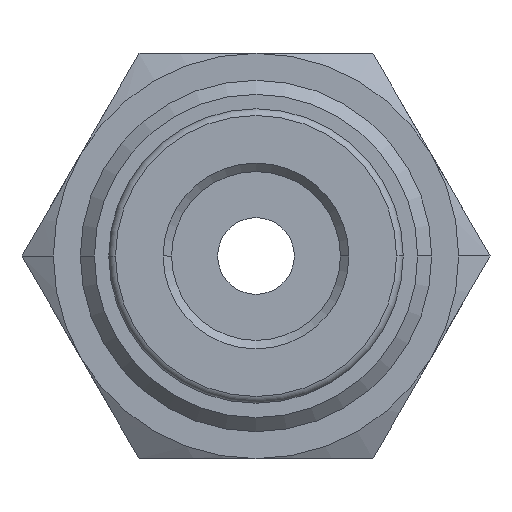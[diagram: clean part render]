
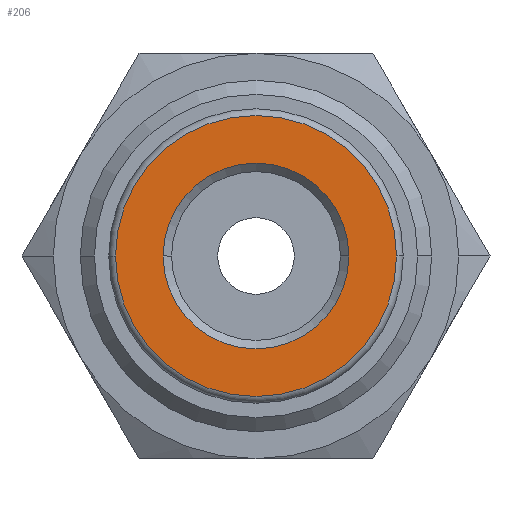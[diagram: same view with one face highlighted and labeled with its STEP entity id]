
A CAD part, front view. The second image highlights one B-rep face of the part: STEP entity #206.
In plain terms, the highlighted planar face has unit normal (0, -1, 0).
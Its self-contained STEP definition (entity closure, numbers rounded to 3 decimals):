
#206=ADVANCED_FACE('',(#423,#424),#425,.T.);
#423=FACE_BOUND('',#654,.T.);
#424=FACE_OUTER_BOUND('',#655,.T.);
#425=PLANE('',#656);
#654=EDGE_LOOP('',(#1164,#1165));
#655=EDGE_LOOP('',(#1166,#1167));
#656=AXIS2_PLACEMENT_3D('',#1168,#1169,#1170);
#1164=ORIENTED_EDGE('',*,*,#1550,.T.);
#1165=ORIENTED_EDGE('',*,*,#1551,.T.);
#1166=ORIENTED_EDGE('',*,*,#1531,.T.);
#1167=ORIENTED_EDGE('',*,*,#1516,.T.);
#1168=CARTESIAN_POINT('',(0.0,0.0,0.0));
#1169=DIRECTION('',(0.0,-1.0,0.0));
#1170=DIRECTION('',(-1.0,0.0,0.0));
#1516=EDGE_CURVE('',#1868,#1866,#1869,.T.);
#1531=EDGE_CURVE('',#1866,#1868,#1884,.T.);
#1550=EDGE_CURVE('',#1905,#1906,#1907,.T.);
#1551=EDGE_CURVE('',#1906,#1905,#1908,.T.);
#1866=VERTEX_POINT('',#2657);
#1868=VERTEX_POINT('',#2660);
#1869=CIRCLE('',#2661,4.16);
#1884=CIRCLE('',#2677,4.16);
#1905=VERTEX_POINT('',#2711);
#1906=VERTEX_POINT('',#2712);
#1907=CIRCLE('',#2713,2.75);
#1908=CIRCLE('',#2714,2.75);
#2657=CARTESIAN_POINT('',(4.16,0.0,0.0));
#2660=CARTESIAN_POINT('',(-4.16,0.0,0.));
#2661=AXIS2_PLACEMENT_3D('',#3024,#3025,#3026);
#2677=AXIS2_PLACEMENT_3D('',#3046,#3047,#3048);
#2711=CARTESIAN_POINT('',(-2.75,0.0,0.));
#2712=CARTESIAN_POINT('',(2.75,0.0,0.));
#2713=AXIS2_PLACEMENT_3D('',#3069,#3070,#3071);
#2714=AXIS2_PLACEMENT_3D('',#3072,#3073,#3074);
#3024=CARTESIAN_POINT('',(0.0,0.0,0.0));
#3025=DIRECTION('',(0.0,-1.0,0.0));
#3026=DIRECTION('',(1.0,0.0,0.0));
#3046=CARTESIAN_POINT('',(0.0,0.0,0.0));
#3047=DIRECTION('',(0.0,-1.0,0.0));
#3048=DIRECTION('',(1.0,0.0,0.0));
#3069=CARTESIAN_POINT('',(0.0,0.0,0.0));
#3070=DIRECTION('',(-0.0,1.0,0.0));
#3071=DIRECTION('',(1.0,0.0,0.0));
#3072=CARTESIAN_POINT('',(0.0,0.0,0.0));
#3073=DIRECTION('',(-0.0,1.0,0.0));
#3074=DIRECTION('',(1.0,0.0,0.0));
